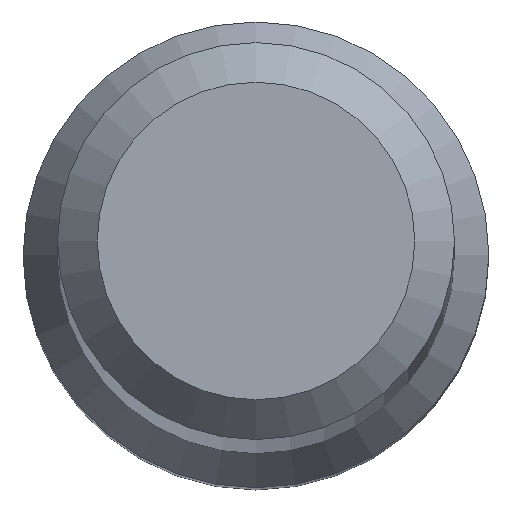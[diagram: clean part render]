
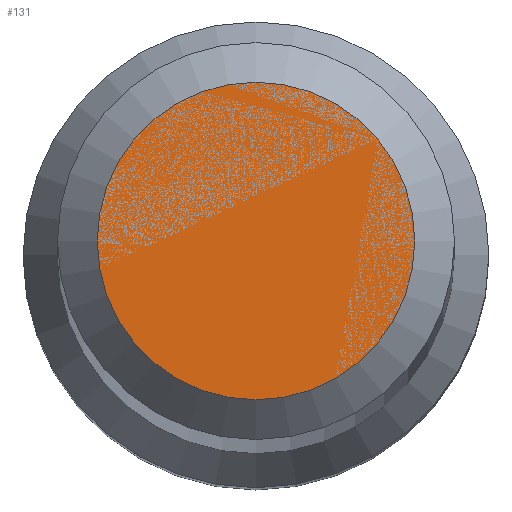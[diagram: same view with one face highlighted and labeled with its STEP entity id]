
A CAD part, top view. The second image highlights one B-rep face of the part: STEP entity #131.
In plain terms, the highlighted planar face has unit normal (0, 0, 1).
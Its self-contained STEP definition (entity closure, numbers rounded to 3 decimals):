
#2 = AXIS2_PLACEMENT_3D ( 'NONE', #12, #271, #248 ) ;
#12 = CARTESIAN_POINT ( 'NONE',  ( 0., 0., 70. ) ) ;
#87 = DIRECTION ( 'NONE',  ( 0., 1., 0. ) ) ;
#98 = EDGE_CURVE ( 'NONE', #254, #254, #273, .T. ) ;
#131 = ADVANCED_FACE ( 'NONE', ( #214 ), #211, .F. ) ;
#177 = CARTESIAN_POINT ( 'NONE',  ( 0., 1.2, 70. ) ) ;
#197 = AXIS2_PLACEMENT_3D ( 'NONE', #292, #274, #87 ) ;
#211 = PLANE ( 'NONE',  #197 ) ;
#214 = FACE_OUTER_BOUND ( 'NONE', #291, .T. ) ;
#248 = DIRECTION ( 'NONE',  ( 0., 1., 0. ) ) ;
#254 = VERTEX_POINT ( 'NONE', #177 ) ;
#269 = ORIENTED_EDGE ( 'NONE', *, *, #98, .F. ) ;
#271 = DIRECTION ( 'NONE',  ( 0., 0., -1. ) ) ;
#273 = CIRCLE ( 'NONE', #2, 1.2 ) ;
#274 = DIRECTION ( 'NONE',  ( 0., 0., -1. ) ) ;
#291 = EDGE_LOOP ( 'NONE', ( #269 ) ) ;
#292 = CARTESIAN_POINT ( 'NONE',  ( 0., 0., 70. ) ) ;
